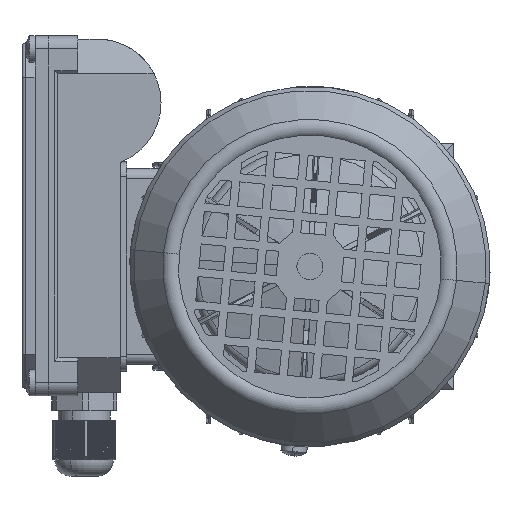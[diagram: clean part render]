
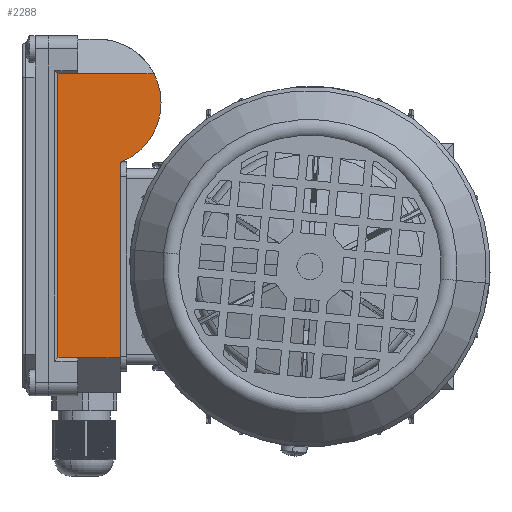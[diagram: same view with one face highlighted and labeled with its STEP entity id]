
A CAD part, left-side view. The second image highlights one B-rep face of the part: STEP entity #2288.
In plain terms, the highlighted face is planar.
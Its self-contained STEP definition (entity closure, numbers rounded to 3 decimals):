
#1911 = VERTEX_POINT ( 'NONE', #73849 ) ;
#1913 = EDGE_CURVE ( 'NONE', #1911, #1915, #73845, .T. ) ;
#1915 = VERTEX_POINT ( 'NONE', #73838 ) ;
#1949 = VERTEX_POINT ( 'NONE', #74042 ) ;
#1978 = VERTEX_POINT ( 'NONE', #74058 ) ;
#1980 = EDGE_CURVE ( 'NONE', #1978, #1911, #74167, .T. ) ;
#2010 = VERTEX_POINT ( 'NONE', #74295 ) ;
#2012 = EDGE_CURVE ( 'NONE', #1978, #2010, #74290, .T. ) ;
#2035 = EDGE_CURVE ( 'NONE', #1915, #1949, #74334, .T. ) ;
#2269 = EDGE_CURVE ( 'NONE', #2293, #2270, #75152, .T. ) ;
#2270 = VERTEX_POINT ( 'NONE', #75144 ) ;
#2271 = ORIENTED_EDGE ( 'NONE', *, *, #2272, .T. ) ;
#2272 = EDGE_CURVE ( 'NONE', #2270, #1949, #75139, .T. ) ;
#2273 = ORIENTED_EDGE ( 'NONE', *, *, #2035, .F. ) ;
#2274 = ORIENTED_EDGE ( 'NONE', *, *, #1913, .F. ) ;
#2275 = ORIENTED_EDGE ( 'NONE', *, *, #1980, .F. ) ;
#2276 = ORIENTED_EDGE ( 'NONE', *, *, #2012, .T. ) ;
#2277 = ORIENTED_EDGE ( 'NONE', *, *, #2278, .T. ) ;
#2278 = EDGE_CURVE ( 'NONE', #2010, #2292, #75131, .T. ) ;
#2288 = ADVANCED_FACE ( 'NONE', ( #75223 ), #75219, .F. ) ;
#2289 = EDGE_LOOP ( 'NONE', ( #2290, #2294, #2271, #2273, #2274, #2275, #2276, #2277 ) ) ;
#2290 = ORIENTED_EDGE ( 'NONE', *, *, #2291, .T. ) ;
#2291 = EDGE_CURVE ( 'NONE', #2292, #2293, #75220, .T. ) ;
#2292 = VERTEX_POINT ( 'NONE', #75203 ) ;
#2293 = VERTEX_POINT ( 'NONE', #75202 ) ;
#2294 = ORIENTED_EDGE ( 'NONE', *, *, #2269, .T. ) ;
#73838 = CARTESIAN_POINT ( 'NONE',  ( 16.3, 47., 23.5 ) ) ;
#73839 = DIRECTION ( 'NONE',  ( 0., 0., -1. ) ) ;
#73840 = DIRECTION ( 'NONE',  ( 0., -1., 0. ) ) ;
#73842 = CARTESIAN_POINT ( 'NONE',  ( 34.5, 47., 16.5 ) ) ;
#73844 = AXIS2_PLACEMENT_3D ( 'NONE', #73842, #73840, #73839 ) ;
#73845 = CIRCLE ( 'NONE', #73844, 19.5 ) ;
#73849 = CARTESIAN_POINT ( 'NONE',  ( 34.5, 47., 36. ) ) ;
#74042 = CARTESIAN_POINT ( 'NONE',  ( -43.4, 47., 23.5 ) ) ;
#74057 = CARTESIAN_POINT ( 'NONE',  ( 34.5, 47., 16.5 ) ) ;
#74058 = CARTESIAN_POINT ( 'NONE',  ( 43.4, 47., 33.851 ) ) ;
#74159 = DIRECTION ( 'NONE',  ( 0., 0., -1. ) ) ;
#74162 = DIRECTION ( 'NONE',  ( 0., -1., 0. ) ) ;
#74164 = AXIS2_PLACEMENT_3D ( 'NONE', #74057, #74162, #74159 ) ;
#74167 = CIRCLE ( 'NONE', #74164, 19.5 ) ;
#74285 = DIRECTION ( 'NONE',  ( 0., 0., -1. ) ) ;
#74287 = VECTOR ( 'NONE', #74285, 1000. ) ;
#74289 = CARTESIAN_POINT ( 'NONE',  ( 43.4, 47., 42.396 ) ) ;
#74290 = LINE ( 'NONE', #74289, #74287 ) ;
#74295 = CARTESIAN_POINT ( 'NONE',  ( 43.4, 47., 10.5 ) ) ;
#74331 = DIRECTION ( 'NONE',  ( -1., 0., 0. ) ) ;
#74332 = VECTOR ( 'NONE', #74331, 1000. ) ;
#74333 = CARTESIAN_POINT ( 'NONE',  ( -54., 47., 23.5 ) ) ;
#74334 = LINE ( 'NONE', #74333, #74332 ) ;
#75125 = DIRECTION ( 'NONE',  ( 0., 0., -1. ) ) ;
#75127 = VECTOR ( 'NONE', #75125, 1000. ) ;
#75130 = CARTESIAN_POINT ( 'NONE',  ( 43.4, 47., 42.396 ) ) ;
#75131 = LINE ( 'NONE', #75130, #75127 ) ;
#75136 = DIRECTION ( 'NONE',  ( 0., 0., 1. ) ) ;
#75137 = VECTOR ( 'NONE', #75136, 1000. ) ;
#75138 = CARTESIAN_POINT ( 'NONE',  ( -43.4, 47., 42.396 ) ) ;
#75139 = LINE ( 'NONE', #75138, #75137 ) ;
#75144 = CARTESIAN_POINT ( 'NONE',  ( -43.4, 47., 10.5 ) ) ;
#75147 = DIRECTION ( 'NONE',  ( 0., 0., 1. ) ) ;
#75148 = VECTOR ( 'NONE', #75147, 1000. ) ;
#75150 = CARTESIAN_POINT ( 'NONE',  ( -43.4, 47., 42.396 ) ) ;
#75152 = LINE ( 'NONE', #75150, #75148 ) ;
#75202 = CARTESIAN_POINT ( 'NONE',  ( -43.4, 47., 4.5 ) ) ;
#75203 = CARTESIAN_POINT ( 'NONE',  ( 43.4, 47., 4.5 ) ) ;
#75205 = DIRECTION ( 'NONE',  ( -1., 0., 0. ) ) ;
#75207 = VECTOR ( 'NONE', #75205, 1000. ) ;
#75209 = CARTESIAN_POINT ( 'NONE',  ( 55., 47., 4.5 ) ) ;
#75211 = DIRECTION ( 'NONE',  ( 0., 0., -1. ) ) ;
#75213 = DIRECTION ( 'NONE',  ( 0., -1., 0. ) ) ;
#75215 = CARTESIAN_POINT ( 'NONE',  ( 55., 47., 42.396 ) ) ;
#75217 = AXIS2_PLACEMENT_3D ( 'NONE', #75215, #75213, #75211 ) ;
#75219 = PLANE ( 'NONE',  #75217 ) ;
#75220 = LINE ( 'NONE', #75209, #75207 ) ;
#75223 = FACE_OUTER_BOUND ( 'NONE', #2289, .T. ) ;
